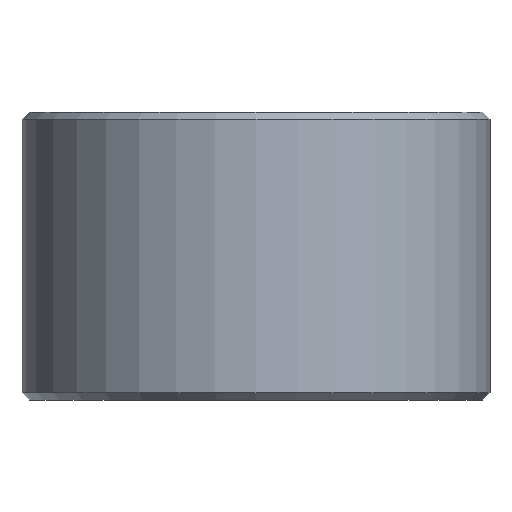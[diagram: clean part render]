
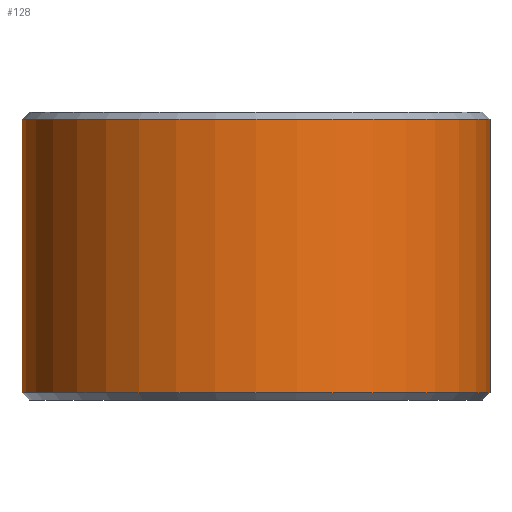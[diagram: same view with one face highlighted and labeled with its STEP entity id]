
A CAD part, front view. The second image highlights one B-rep face of the part: STEP entity #128.
In plain terms, the highlighted cylindrical face has radius 6.5 mm (diameter 13 mm), a full revolution.
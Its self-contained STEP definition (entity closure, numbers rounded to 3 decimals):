
#21=FACE_BOUND('',#55,.T.);
#22=FACE_BOUND('',#56,.T.);
#32=CIRCLE('',#140,6.5);
#33=CIRCLE('',#141,6.5);
#40=CYLINDRICAL_SURFACE('',#139,6.5);
#44=FACE_OUTER_BOUND('',#54,.T.);
#54=EDGE_LOOP('',(#106));
#55=EDGE_LOOP('',(#107));
#56=EDGE_LOOP('',(#108));
#75=B_SPLINE_CURVE_WITH_KNOTS('',3,(#322,#323,#324,#325,#326,#327,#328,
#329,#330,#331,#332,#333,#334,#335,#336,#337,#338,#339,#340,#341,#342,#343,
#344,#345,#346,#347,#348,#349,#350,#351,#352,#353,#354,#355,#356,#357,#358,
#359,#360,#361,#362,#363,#364,#365,#366,#367,#368,#369,#370),
 .UNSPECIFIED.,.T.,.F.,(4,3,3,3,3,3,3,3,3,3,3,3,3,3,3,3,4),(-0.743,
-0.73,-0.69,-0.637,-0.584,
-0.544,-0.531,-0.425,-0.378,
-0.319,-0.292,-0.212,-0.199,
-0.159,-0.106,-0.053,0.),
 .UNSPECIFIED.);
#79=VERTEX_POINT('',#270);
#81=VERTEX_POINT('',#372);
#82=VERTEX_POINT('',#374);
#92=EDGE_CURVE('',#79,#79,#75,.T.);
#93=EDGE_CURVE('',#81,#81,#32,.T.);
#94=EDGE_CURVE('',#82,#82,#33,.T.);
#106=ORIENTED_EDGE('',*,*,#93,.F.);
#107=ORIENTED_EDGE('',*,*,#94,.F.);
#108=ORIENTED_EDGE('',*,*,#92,.F.);
#128=ADVANCED_FACE('',(#44,#21,#22),#40,.T.);
#139=AXIS2_PLACEMENT_3D('',#371,#159,#160);
#140=AXIS2_PLACEMENT_3D('',#373,#161,#162);
#141=AXIS2_PLACEMENT_3D('',#375,#163,#164);
#159=DIRECTION('center_axis',(0.,0.,1.));
#160=DIRECTION('ref_axis',(-1.,0.,0.));
#161=DIRECTION('center_axis',(0.,0.,-1.));
#162=DIRECTION('ref_axis',(-1.,0.,0.));
#163=DIRECTION('center_axis',(0.,0.,1.));
#164=DIRECTION('ref_axis',(-1.,0.,0.));
#270=CARTESIAN_POINT('',(-1.426,6.342,0.));
#322=CARTESIAN_POINT('Ctrl Pts',(-1.426,6.342,0.));
#323=CARTESIAN_POINT('Ctrl Pts',(-1.426,6.342,0.052));
#324=CARTESIAN_POINT('Ctrl Pts',(-1.424,6.342,0.104));
#325=CARTESIAN_POINT('Ctrl Pts',(-1.418,6.343,0.157));
#326=CARTESIAN_POINT('Ctrl Pts',(-1.401,6.347,0.315));
#327=CARTESIAN_POINT('Ctrl Pts',(-1.351,6.358,0.478));
#328=CARTESIAN_POINT('Ctrl Pts',(-1.281,6.373,0.625));
#329=CARTESIAN_POINT('Ctrl Pts',(-1.188,6.391,0.82));
#330=CARTESIAN_POINT('Ctrl Pts',(-1.06,6.415,0.985));
#331=CARTESIAN_POINT('Ctrl Pts',(-0.894,6.438,1.117));
#332=CARTESIAN_POINT('Ctrl Pts',(-0.728,6.461,1.248));
#333=CARTESIAN_POINT('Ctrl Pts',(-0.523,6.482,1.346));
#334=CARTESIAN_POINT('Ctrl Pts',(-0.314,6.492,1.394));
#335=CARTESIAN_POINT('Ctrl Pts',(-0.158,6.5,1.43));
#336=CARTESIAN_POINT('Ctrl Pts',(0.,6.502,
1.438));
#337=CARTESIAN_POINT('Ctrl Pts',(0.16,6.498,1.42));
#338=CARTESIAN_POINT('Ctrl Pts',(0.213,6.497,1.414));
#339=CARTESIAN_POINT('Ctrl Pts',(0.267,6.495,1.405));
#340=CARTESIAN_POINT('Ctrl Pts',(0.319,6.492,1.393));
#341=CARTESIAN_POINT('Ctrl Pts',(0.739,6.472,1.298));
#342=CARTESIAN_POINT('Ctrl Pts',(1.097,6.41,1.008));
#343=CARTESIAN_POINT('Ctrl Pts',(1.283,6.372,0.622));
#344=CARTESIAN_POINT('Ctrl Pts',(1.365,6.356,0.453));
#345=CARTESIAN_POINT('Ctrl Pts',(1.413,6.344,0.265));
#346=CARTESIAN_POINT('Ctrl Pts',(1.424,6.342,0.078));
#347=CARTESIAN_POINT('Ctrl Pts',(1.437,6.339,-0.163));
#348=CARTESIAN_POINT('Ctrl Pts',(1.386,6.351,-0.402));
#349=CARTESIAN_POINT('Ctrl Pts',(1.283,6.372,-0.62));
#350=CARTESIAN_POINT('Ctrl Pts',(1.237,6.381,-0.716));
#351=CARTESIAN_POINT('Ctrl Pts',(1.18,6.392,-0.808));
#352=CARTESIAN_POINT('Ctrl Pts',(1.114,6.404,-0.892));
#353=CARTESIAN_POINT('Ctrl Pts',(0.917,6.438,-1.143));
#354=CARTESIAN_POINT('Ctrl Pts',(0.633,6.477,-1.32));
#355=CARTESIAN_POINT('Ctrl Pts',(0.318,6.492,-1.392));
#356=CARTESIAN_POINT('Ctrl Pts',(0.266,6.495,-1.405));
#357=CARTESIAN_POINT('Ctrl Pts',(0.212,6.497,-1.414));
#358=CARTESIAN_POINT('Ctrl Pts',(0.159,6.498,-1.42));
#359=CARTESIAN_POINT('Ctrl Pts',(-0.001,6.502,
-1.438));
#360=CARTESIAN_POINT('Ctrl Pts',(-0.159,6.5,-1.43));
#361=CARTESIAN_POINT('Ctrl Pts',(-0.315,6.492,-1.394));
#362=CARTESIAN_POINT('Ctrl Pts',(-0.523,6.482,-1.346));
#363=CARTESIAN_POINT('Ctrl Pts',(-0.727,6.461,-1.248));
#364=CARTESIAN_POINT('Ctrl Pts',(-0.894,6.438,-1.117));
#365=CARTESIAN_POINT('Ctrl Pts',(-1.061,6.415,-0.985));
#366=CARTESIAN_POINT('Ctrl Pts',(-1.19,6.391,-0.819));
#367=CARTESIAN_POINT('Ctrl Pts',(-1.282,6.372,-0.625));
#368=CARTESIAN_POINT('Ctrl Pts',(-1.374,6.354,-0.43));
#369=CARTESIAN_POINT('Ctrl Pts',(-1.427,6.341,-0.206));
#370=CARTESIAN_POINT('Ctrl Pts',(-1.426,6.342,0.));
#371=CARTESIAN_POINT('Origin',(0.,0.,0.));
#372=CARTESIAN_POINT('',(6.5,0.,-3.8));
#373=CARTESIAN_POINT('Origin',(0.,0.,-3.8));
#374=CARTESIAN_POINT('',(6.5,0.,3.8));
#375=CARTESIAN_POINT('Origin',(0.,0.,3.8));
